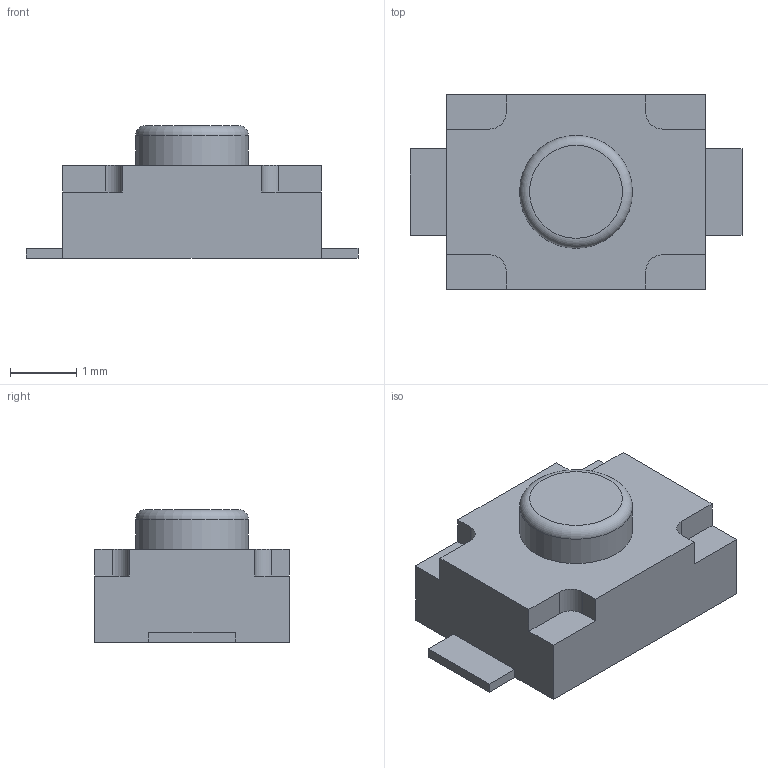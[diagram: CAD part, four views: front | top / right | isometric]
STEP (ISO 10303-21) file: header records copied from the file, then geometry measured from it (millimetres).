
FILE_DESCRIPTION(/* description */ (''),/* implementation_level */ '2;1');
FILE_NAME(/* name */ 'TS-1088R v4.step',/* time_stamp */ '2022-08-26T12:55:20+09:00',/* author */ (''),/* organization */ (''),/* preprocessor_version */ 'ST-DEVELOPER v19',/* originating_system */ 'Autodesk Translation Framework v11.7.0.108',/* authorisation */ '');
FILE_SCHEMA (('AUTOMOTIVE_DESIGN { 1 0 10303 214 3 1 1 }'));
Length unit declared in the file: millimetre
Products named in the file (1): TS-1088R
Bounding box: 5 x 2.93 x 2 mm (x, y, z)
Volume: 16.8 mm3; surface area: 47.8 mm2
Topology: 1 solids, 1 shells, 33 faces, 89 edges, 59 vertices
Faces by surface type: plane 27, cylinder 5, torus 1
Full cylindrical faces by diameter (mm): 1.7 x1
Entity records: 1113 total; most frequent: CARTESIAN_POINT 182, ORIENTED_EDGE 178, DIRECTION 169, EDGE_CURVE 89, LINE 77, VECTOR 77, VERTEX_POINT 59, AXIS2_PLACEMENT_3D 46
